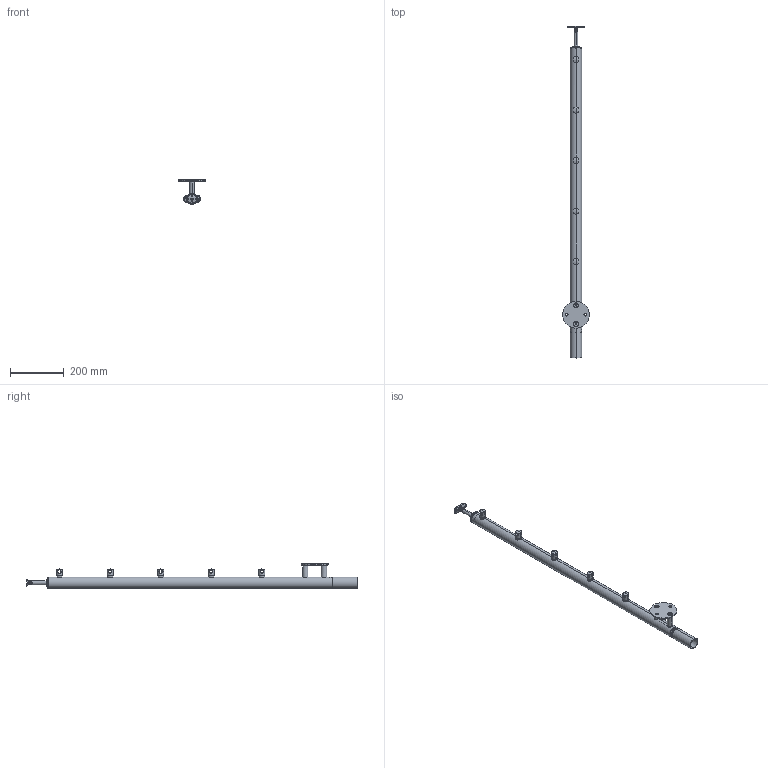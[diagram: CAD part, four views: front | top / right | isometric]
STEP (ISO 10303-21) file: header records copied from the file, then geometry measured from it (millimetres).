
FILE_DESCRIPTION (( 'STEP AP203' ), '1' );
FILE_NAME ('A-BX100-5xM5.STEP', '2022-04-22T12:37:58', ( '' ), ( '' ), 'SwSTEP 2.0', 'SolidWorks 2019', '' );
FILE_SCHEMA (( 'CONFIG_CONTROL_DESIGN' ));
Length unit declared in the file: millimetre
Products named in the file (20): A_BX100_5xM5_TUBE; A_0830_042 P2; A_0830_042; screw_din_7991-m8x70; screw_iso_4029-m5x6-45h; Platnicka_R; A_0830_042 P1; A_0718_242_UP E1; A6_021_6_A; A-0718-242_UP2 E1; Piruba; A-BX100-5xM5; M6x10; Distanc; A-0718-242_UP1 E1; A-5729-242
Assembly tree (38 placements, depth 3):
  A-BX100-5xM5
    A_0718_242_UP E1
      M6x10
      A-0718-242_UP1 E1
      A-0718-242_UP2 E1
    A_0830_042
      A_0830_042 P1
      A_0830_042 P2
      screw_iso_4029-m5x6-45h  x2
    A_0830_042
      A_0830_042 P1
      A_0830_042 P2
      screw_iso_4029-m5x6-45h  x2
    A_0830_042
      A_0830_042 P1
      A_0830_042 P2
      screw_iso_4029-m5x6-45h  x2
    A_0830_042
      A_0830_042 P1
      A_0830_042 P2
      screw_iso_4029-m5x6-45h  x2
    A_0830_042
      A_0830_042 P1
      A_0830_042 P2
      screw_iso_4029-m5x6-45h  x2
    A6_021_6_A
      Piruba
      Distanc  x2
      screw_din_7991-m8x70  x2
      Platnicka_R
    A_BX100_5xM5_TUBE
    A-5729-242
Bounding box: 100 x 1234.58 x 92.9 mm (x, y, z)
Volume: 422554.2 mm3; surface area: 377230 mm2
Topology: 31 solids, 31 shells, 1004 faces, 2644 edges, 1645 vertices
Faces by surface type: plane 393, cylinder 376, cone 142, bspline 42, torus 33, sphere 18
Entity records: 28886 total; most frequent: CARTESIAN_POINT 9875, ORIENTED_EDGE 3716, DIRECTION 3093, EDGE_CURVE 1858, AXIS2_PLACEMENT_3D 1233, VERTEX_POINT 1198, EDGE_LOOP 730, ADVANCED_FACE 684
